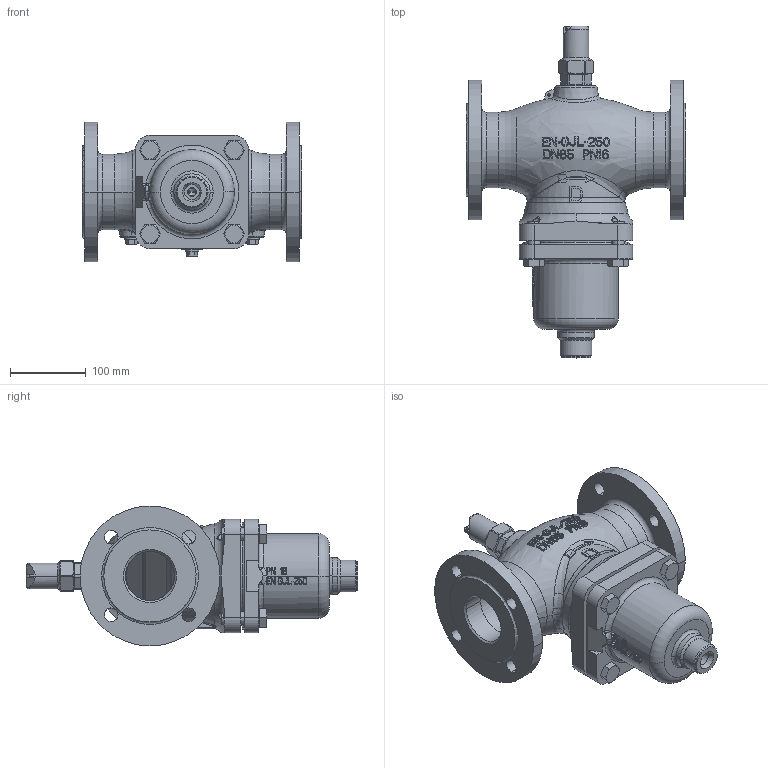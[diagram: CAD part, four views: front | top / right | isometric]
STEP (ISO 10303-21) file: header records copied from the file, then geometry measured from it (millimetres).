
FILE_DESCRIPTION((''),'2;1');
FILE_NAME('065B2660_ASM','2022-08-30T15:30:18',('U240466'),('Danfoss'),'CREO PARAMETRIC BY PTC INC, 2020342','CREO PARAMETRIC BY PTC INC, 2020342','');
FILE_SCHEMA(('CONFIG_CONTROL_DESIGN'));
Products named in the file (13): 8861846; 5454047; 8861092; 5454041; 8861016; 5184024; 5454088; 8861855; 5451354; 8861869; TESNILO_18X14; VIJAK_G1L4X12_ZAPIRALNI; 065B2660_ASM
Assembly tree (19 placements, depth 2):
  065B2660_ASM
    8861846
    5454047
    8861092
    5454041
    8861016
    5184024  x4
    5454088
    8861855
    5451354
    8861869
    TESNILO_18X14  x3
    VIJAK_G1L4X12_ZAPIRALNI  x3
Bounding box: 290 x 439.1 x 185 mm (x, y, z)
Volume: 3372832.5 mm3; surface area: 728977 mm2
Topology: 19 solids, 42 shells, 1654 faces, 4394 edges, 2845 vertices
Faces by surface type: plane 1005, cylinder 318, bspline 128, cone 113, torus 86, sphere 4
Entity records: 56594 total; most frequent: CARTESIAN_POINT 21375, ORIENTED_EDGE 7958, DIRECTION 6274, EDGE_CURVE 4044, VERTEX_POINT 2629, AXIS2_PLACEMENT_3D 2457, B_SPLINE_CURVE_WITH_KNOTS 1642, EDGE_LOOP 1630
